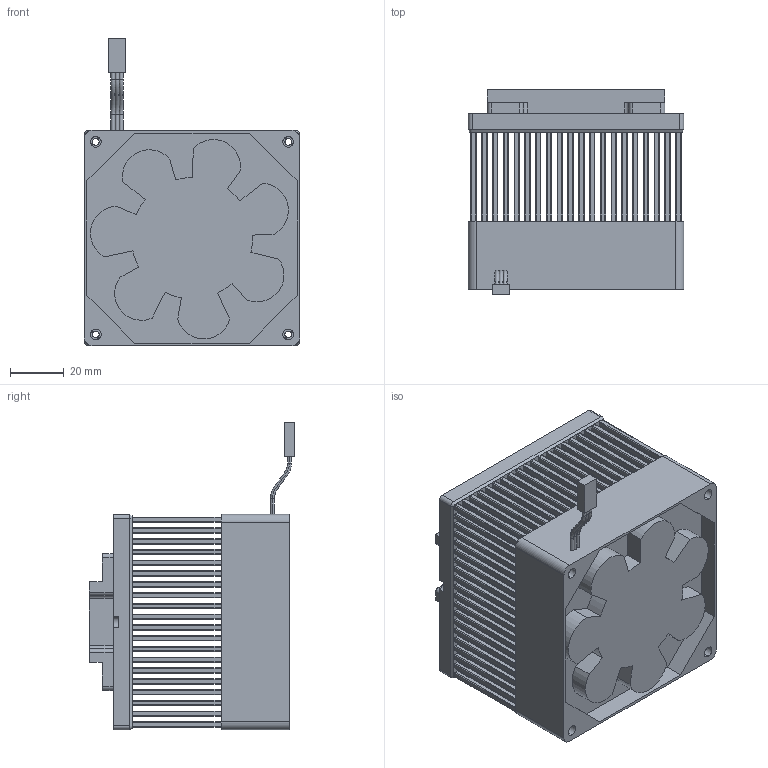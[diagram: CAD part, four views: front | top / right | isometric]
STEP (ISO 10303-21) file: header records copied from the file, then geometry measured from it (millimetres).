
FILE_DESCRIPTION (( 'STEP AP203' ), '1' );
FILE_NAME ('SUA-95-S1.STEP', '2021-10-15T23:18:07', ( '' ), ( '' ), 'SwSTEP 2.0', 'SolidWorks 2021', '' );
FILE_SCHEMA (( 'CONFIG_CONTROL_DESIGN' ));
Products named in the file (1): SUA-95-S1
Bounding box: 80 x 76.19 x 114.26 mm (x, y, z)
Volume: 256925 mm3; surface area: 149115.5 mm2
Topology: 7 solids, 7 shells, 4063 faces, 10789 edges, 7156 vertices
Faces by surface type: plane 2101, cylinder 1878, cone 60, bspline 24
Entity records: 131034 total; most frequent: CARTESIAN_POINT 27047, DIRECTION 22117, ORIENTED_EDGE 21562, EDGE_CURVE 10781, AXIS2_PLACEMENT_3D 7612, VERTEX_POINT 7156, LINE 6893, VECTOR 6893
